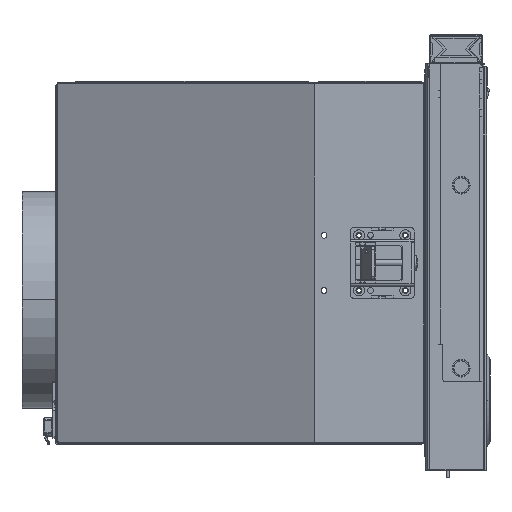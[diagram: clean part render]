
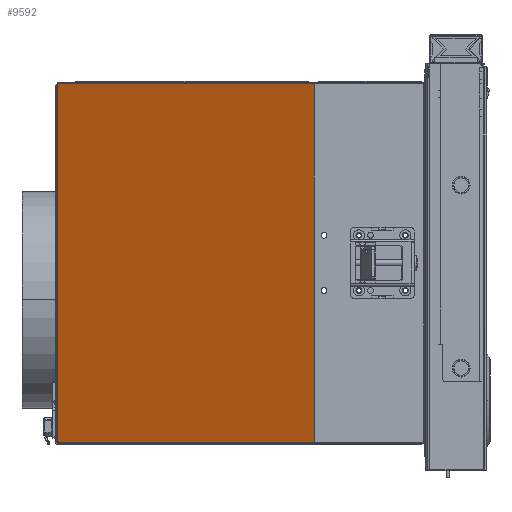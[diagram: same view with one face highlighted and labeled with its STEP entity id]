
A CAD part, left-side view. The second image highlights one B-rep face of the part: STEP entity #9592.
In plain terms, the highlighted planar face has unit normal (-0.906, 0.423, 0).
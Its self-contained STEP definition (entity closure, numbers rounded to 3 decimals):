
#6858=DIRECTION('',(0.,0.,-1.));
#6859=VECTOR('',#6858,245.);
#6860=CARTESIAN_POINT('',(-438.204,-0.866,122.5));
#6861=LINE('',#6860,#6859);
#7655=DIRECTION('',(0.,0.,-1.));
#7656=VECTOR('',#7655,249.);
#7657=CARTESIAN_POINT('',(-520.704,-177.788,124.));
#7658=LINE('',#7657,#7656);
#7659=DIRECTION('',(0.423,0.906,0.));
#7660=VECTOR('',#7659,5.);
#7661=CARTESIAN_POINT('',(-520.704,-177.788,124.));
#7662=LINE('',#7661,#7660);
#7663=DIRECTION('',(-0.423,-0.906,0.));
#7664=VECTOR('',#7663,5.);
#7665=CARTESIAN_POINT('',(-518.591,-173.257,-125.));
#7666=LINE('',#7665,#7664);
#7667=DIRECTION('',(0.,0.,-1.));
#7668=VECTOR('',#7667,1.5);
#7669=CARTESIAN_POINT('',(-518.591,-173.257,-123.5));
#7670=LINE('',#7669,#7668);
#7671=DIRECTION('',(0.,0.,-1.));
#7672=VECTOR('',#7671,0.5);
#7673=CARTESIAN_POINT('',(-444.121,-13.554,-123.5));
#7674=LINE('',#7673,#7672);
#7675=DIRECTION('',(-0.423,-0.906,0.));
#7676=VECTOR('',#7675,13.);
#7677=CARTESIAN_POINT('',(-438.626,-1.772,-124.));
#7678=LINE('',#7677,#7676);
#7679=DIRECTION('',(0.,0.,-1.));
#7680=VECTOR('',#7679,0.5);
#7681=CARTESIAN_POINT('',(-438.204,-0.866,-122.5));
#7682=LINE('',#7681,#7680);
#7683=DIRECTION('',(0.,0.,1.));
#7684=VECTOR('',#7683,0.5);
#7685=CARTESIAN_POINT('',(-438.204,-0.866,122.5));
#7686=LINE('',#7685,#7684);
#7687=DIRECTION('',(-0.423,-0.906,0.));
#7688=VECTOR('',#7687,13.);
#7689=CARTESIAN_POINT('',(-438.626,-1.772,124.));
#7690=LINE('',#7689,#7688);
#7691=DIRECTION('',(0.,0.,-1.));
#7692=VECTOR('',#7691,0.5);
#7693=CARTESIAN_POINT('',(-444.121,-13.554,124.));
#7694=LINE('',#7693,#7692);
#7695=DIRECTION('',(0.,0.,1.));
#7696=VECTOR('',#7695,0.5);
#7697=CARTESIAN_POINT('',(-518.591,-173.257,123.5));
#7698=LINE('',#7697,#7696);
#7727=DIRECTION('',(0.423,0.906,0.));
#7728=VECTOR('',#7727,176.212);
#7729=CARTESIAN_POINT('',(-518.591,-173.257,-123.5));
#7730=LINE('',#7729,#7728);
#7840=CARTESIAN_POINT('',(-438.626,-1.772,-123.));
#7841=DIRECTION('',(0.906,-0.423,0.));
#7842=DIRECTION('',(0.,0.,-1.));
#7843=AXIS2_PLACEMENT_3D('',#7840,#7841,#7842);
#7858=CARTESIAN_POINT('',(-438.626,-1.772,123.));
#7859=DIRECTION('',(0.906,-0.423,0.));
#7860=DIRECTION('',(0.423,0.906,0.));
#7861=AXIS2_PLACEMENT_3D('',#7858,#7859,#7860);
#7891=DIRECTION('',(-0.423,-0.906,0.));
#7892=VECTOR('',#7891,176.212);
#7893=CARTESIAN_POINT('',(-444.121,-13.554,123.5));
#7894=LINE('',#7893,#7892);
#8005=CARTESIAN_POINT('',(-520.704,-177.788,-125.));
#8007=VERTEX_POINT('',#8005);
#8032=CARTESIAN_POINT('',(-444.121,-13.554,123.5));
#8034=VERTEX_POINT('',#8032);
#8041=CARTESIAN_POINT('',(-518.591,-173.257,123.5));
#8043=VERTEX_POINT('',#8041);
#8052=CARTESIAN_POINT('',(-518.591,-173.257,-123.5));
#8053=CARTESIAN_POINT('',(-518.591,-173.257,-125.));
#8054=VERTEX_POINT('',#8052);
#8055=VERTEX_POINT('',#8053);
#8068=CARTESIAN_POINT('',(-444.121,-13.554,-123.5));
#8069=VERTEX_POINT('',#8068);
#8096=CARTESIAN_POINT('',(-438.204,-0.866,122.5));
#8097=VERTEX_POINT('',#8096);
#8108=CARTESIAN_POINT('',(-438.204,-0.866,-122.5));
#8109=VERTEX_POINT('',#8108);
#8112=CARTESIAN_POINT('',(-444.121,-13.554,124.));
#8113=VERTEX_POINT('',#8112);
#8114=CARTESIAN_POINT('',(-444.121,-13.554,-124.));
#8115=VERTEX_POINT('',#8114);
#8121=CARTESIAN_POINT('',(-438.204,-0.866,123.));
#8123=VERTEX_POINT('',#8121);
#8124=CARTESIAN_POINT('',(-438.626,-1.772,124.));
#8125=VERTEX_POINT('',#8124);
#8129=CARTESIAN_POINT('',(-438.626,-1.772,-124.));
#8131=VERTEX_POINT('',#8129);
#8132=CARTESIAN_POINT('',(-438.204,-0.866,-123.));
#8133=VERTEX_POINT('',#8132);
#8136=CARTESIAN_POINT('',(-520.704,-177.788,124.));
#8137=CARTESIAN_POINT('',(-518.591,-173.257,124.));
#8138=VERTEX_POINT('',#8136);
#8139=VERTEX_POINT('',#8137);
#9556=CARTESIAN_POINT('',(-437.8,0.,-65.6));
#9557=DIRECTION('',(-0.906,0.423,0.));
#9558=DIRECTION('',(0.,0.,1.));
#9559=AXIS2_PLACEMENT_3D('',#9556,#9557,#9558);
#9560=PLANE('',#9559);
#9561=ORIENTED_EDGE('',*,*,#8480,.F.);
#9562=ORIENTED_EDGE('',*,*,#9551,.T.);
#9564=ORIENTED_EDGE('',*,*,#9563,.F.);
#9566=ORIENTED_EDGE('',*,*,#9565,.F.);
#9568=ORIENTED_EDGE('',*,*,#9567,.T.);
#9570=ORIENTED_EDGE('',*,*,#9569,.T.);
#9572=ORIENTED_EDGE('',*,*,#9571,.F.);
#9574=ORIENTED_EDGE('',*,*,#9573,.T.);
#9576=ORIENTED_EDGE('',*,*,#9575,.F.);
#9577=ORIENTED_EDGE('',*,*,#8368,.F.);
#9579=ORIENTED_EDGE('',*,*,#9578,.T.);
#9581=ORIENTED_EDGE('',*,*,#9580,.T.);
#9583=ORIENTED_EDGE('',*,*,#9582,.T.);
#9585=ORIENTED_EDGE('',*,*,#9584,.T.);
#9587=ORIENTED_EDGE('',*,*,#9586,.T.);
#9589=ORIENTED_EDGE('',*,*,#9588,.T.);
#9590=EDGE_LOOP('',(#9561,#9562,#9564,#9566,#9568,#9570,#9572,#9574,#9576,#9577,
#9579,#9581,#9583,#9585,#9587,#9589));
#9591=FACE_OUTER_BOUND('',#9590,.F.);
#7844=CIRCLE('',#7843,1.);
#7862=CIRCLE('',#7861,1.);
#8368=EDGE_CURVE('',#8097,#8109,#6861,.T.);
#8480=EDGE_CURVE('',#8138,#8139,#7662,.T.);
#9551=EDGE_CURVE('',#8138,#8007,#7658,.T.);
#9563=EDGE_CURVE('',#8055,#8007,#7666,.T.);
#9565=EDGE_CURVE('',#8054,#8055,#7670,.T.);
#9567=EDGE_CURVE('',#8054,#8069,#7730,.T.);
#9569=EDGE_CURVE('',#8069,#8115,#7674,.T.);
#9571=EDGE_CURVE('',#8131,#8115,#7678,.T.);
#9573=EDGE_CURVE('',#8131,#8133,#7844,.T.);
#9575=EDGE_CURVE('',#8109,#8133,#7682,.T.);
#9578=EDGE_CURVE('',#8097,#8123,#7686,.T.);
#9580=EDGE_CURVE('',#8123,#8125,#7862,.T.);
#9582=EDGE_CURVE('',#8125,#8113,#7690,.T.);
#9584=EDGE_CURVE('',#8113,#8034,#7694,.T.);
#9586=EDGE_CURVE('',#8034,#8043,#7894,.T.);
#9588=EDGE_CURVE('',#8043,#8139,#7698,.T.);
#9592=ADVANCED_FACE('',(#9591),#9560,.T.);
